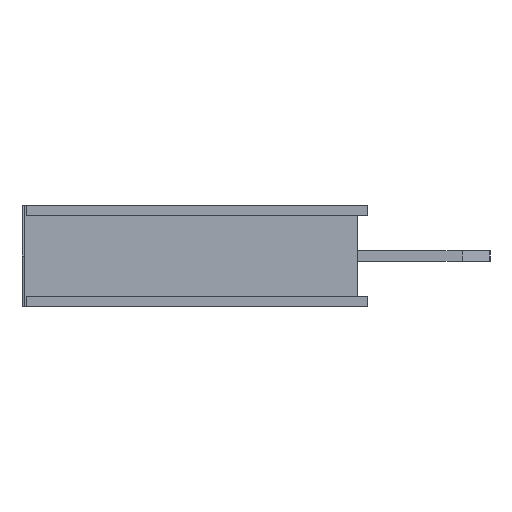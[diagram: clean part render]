
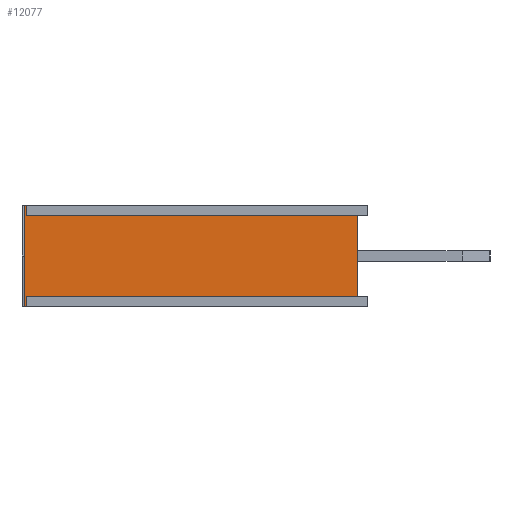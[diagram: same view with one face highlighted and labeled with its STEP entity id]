
A CAD part, left-side view. The second image highlights one B-rep face of the part: STEP entity #12077.
In plain terms, the highlighted planar face has unit normal (-1, 0, 0).
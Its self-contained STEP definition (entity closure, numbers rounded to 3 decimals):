
#473=FACE_OUTER_BOUND('',#1160,.T.);
#1160=EDGE_LOOP('',(#9396,#9397,#9398,#9399,#9400,#9401,#9402,#9403));
#2473=LINE('',#18214,#4169);
#2474=LINE('',#18216,#4170);
#2475=LINE('',#18218,#4171);
#2476=LINE('',#18220,#4172);
#2477=LINE('',#18222,#4173);
#2478=LINE('',#18224,#4174);
#2479=LINE('',#18226,#4175);
#2480=LINE('',#18227,#4176);
#4169=VECTOR('',#14897,10.);
#4170=VECTOR('',#14898,10.);
#4171=VECTOR('',#14899,10.);
#4172=VECTOR('',#14900,10.);
#4173=VECTOR('',#14901,10.);
#4174=VECTOR('',#14902,10.);
#4175=VECTOR('',#14903,10.);
#4176=VECTOR('',#14904,10.);
#5503=VERTEX_POINT('',#18212);
#5504=VERTEX_POINT('',#18213);
#5505=VERTEX_POINT('',#18215);
#5506=VERTEX_POINT('',#18217);
#5507=VERTEX_POINT('',#18219);
#5508=VERTEX_POINT('',#18221);
#5509=VERTEX_POINT('',#18223);
#5510=VERTEX_POINT('',#18225);
#6945=EDGE_CURVE('',#5503,#5504,#2473,.T.);
#6946=EDGE_CURVE('',#5505,#5504,#2474,.T.);
#6947=EDGE_CURVE('',#5506,#5505,#2475,.T.);
#6948=EDGE_CURVE('',#5507,#5506,#2476,.T.);
#6949=EDGE_CURVE('',#5508,#5507,#2477,.T.);
#6950=EDGE_CURVE('',#5509,#5508,#2478,.T.);
#6951=EDGE_CURVE('',#5510,#5509,#2479,.T.);
#6952=EDGE_CURVE('',#5503,#5510,#2480,.T.);
#9396=ORIENTED_EDGE('',*,*,#6945,.T.);
#9397=ORIENTED_EDGE('',*,*,#6946,.F.);
#9398=ORIENTED_EDGE('',*,*,#6947,.F.);
#9399=ORIENTED_EDGE('',*,*,#6948,.F.);
#9400=ORIENTED_EDGE('',*,*,#6949,.F.);
#9401=ORIENTED_EDGE('',*,*,#6950,.F.);
#9402=ORIENTED_EDGE('',*,*,#6951,.F.);
#9403=ORIENTED_EDGE('',*,*,#6952,.F.);
#11402=PLANE('',#12785);
#12077=ADVANCED_FACE('',(#473),#11402,.F.);
#12785=AXIS2_PLACEMENT_3D('',#18211,#14895,#14896);
#14895=DIRECTION('center_axis',(1.,0.,0.));
#14896=DIRECTION('ref_axis',(0.,0.,-1.));
#14897=DIRECTION('',(0.,0.,1.));
#14898=DIRECTION('',(0.,-1.,0.));
#14899=DIRECTION('',(0.,0.,-1.));
#14900=DIRECTION('',(0.,-1.,0.));
#14901=DIRECTION('',(0.,0.,1.));
#14902=DIRECTION('',(0.,1.,0.));
#14903=DIRECTION('',(0.,0.,-1.));
#14904=DIRECTION('',(0.,1.,0.));
#18211=CARTESIAN_POINT('Origin',(-0.02,0.,2.5));
#18212=CARTESIAN_POINT('',(-0.02,0.25,0.25));
#18213=CARTESIAN_POINT('',(-0.02,0.25,2.25));
#18214=CARTESIAN_POINT('',(-0.02,0.25,1.875));
#18215=CARTESIAN_POINT('',(-0.02,8.4,2.25));
#18216=CARTESIAN_POINT('',(-0.02,4.25,2.25));
#18217=CARTESIAN_POINT('',(-0.02,8.4,2.5));
#18218=CARTESIAN_POINT('',(-0.02,8.4,2.5));
#18219=CARTESIAN_POINT('',(-0.02,8.45,2.5));
#18220=CARTESIAN_POINT('',(-0.02,0.,2.5));
#18221=CARTESIAN_POINT('',(-0.02,8.45,0.));
#18222=CARTESIAN_POINT('',(-0.02,8.45,1.25));
#18223=CARTESIAN_POINT('',(-0.02,8.4,0.));
#18224=CARTESIAN_POINT('',(-0.02,0.,0.));
#18225=CARTESIAN_POINT('',(-0.02,8.4,0.25));
#18226=CARTESIAN_POINT('',(-0.02,8.4,2.5));
#18227=CARTESIAN_POINT('',(-0.02,0.,0.25));
